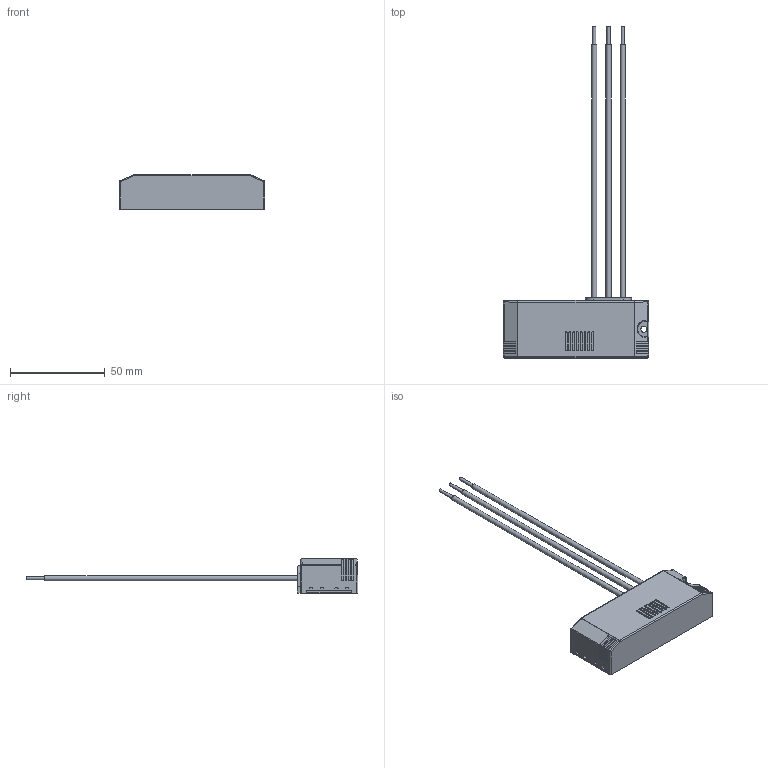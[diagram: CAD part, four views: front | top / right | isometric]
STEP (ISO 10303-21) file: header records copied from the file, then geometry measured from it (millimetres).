
FILE_DESCRIPTION(('STEP AP214'), '1');
FILE_NAME('忧认-1', '', ('UNSPECIFIED'), ('UNSPECIFIED'), 'ASCON STEP Converter 1.6', 'ASCON Math Kernel', '');
FILE_SCHEMA(('AUTOMOTIVE_DESIGN { 1 0 10303 214 3 1 1}'));
Length unit declared in the file: millimetre
Bounding box: 76.9 x 175.22 x 18.2 mm (x, y, z)
Volume: 13839.2 mm3; surface area: 21709.9 mm2
Topology: 4 solids, 4 shells, 505 faces, 1401 edges, 901 vertices
Faces by surface type: plane 318, cylinder 161, cone 8, sphere 8, bspline 6, torus 4
Full cylindrical faces by diameter (mm): 1.6 x3, 2.7 x3, 3.2 x1
Entity records: 20488 total; most frequent: CARTESIAN_POINT 3644, ORIENTED_EDGE 2766, DIRECTION 2522, EDGE_CURVE 1383, LINE 1030, VECTOR 1030, VERTEX_POINT 901, AXIS2_PLACEMENT_3D 746
